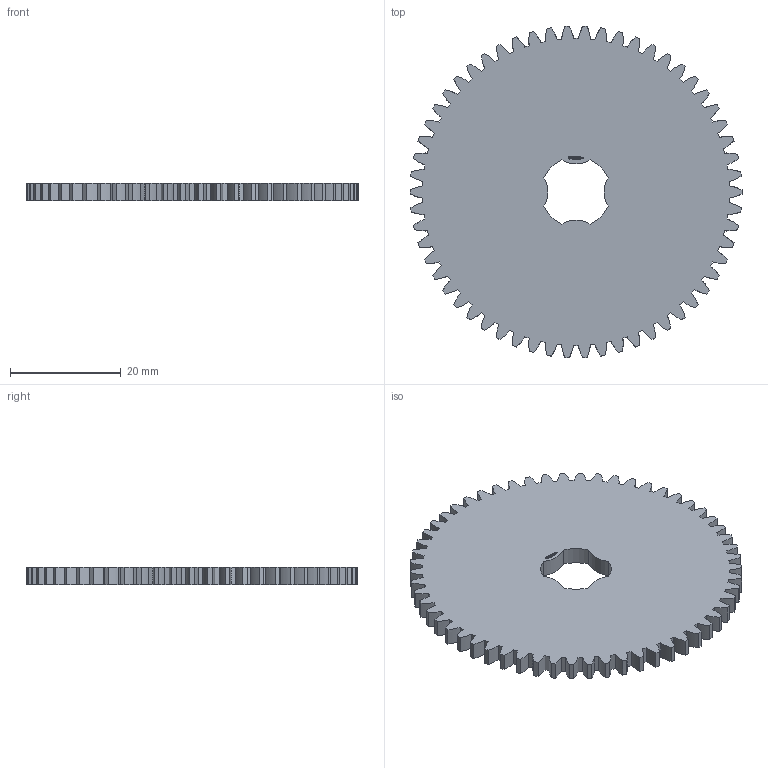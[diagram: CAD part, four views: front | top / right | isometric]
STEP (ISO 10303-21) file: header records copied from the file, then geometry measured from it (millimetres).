
FILE_DESCRIPTION(('FreeCAD Model'),'2;1');
FILE_NAME('Open CASCADE Shape Model','2024-03-10T19:49:09',(''),(''), 'Open CASCADE STEP processor 7.6','FreeCAD','Unknown');
FILE_SCHEMA(('AUTOMOTIVE_DESIGN { 1 0 10303 214 1 1 1 1 }'));
Products named in the file (1): Gear Wheel PLN TTH58 BU00.25 SFT-SHD - SPN-GWH-0209 (stemfie.org)
Bounding box: 59.99 x 59.95 x 3.12 mm (x, y, z)
Volume: 7870.1 mm3; surface area: 6316.1 mm2
Topology: 1 solids, 1 shells, 717 faces, 2052 edges, 1368 vertices
Faces by surface type: extrusion 398, plane 311, cylinder 8
Entity records: 65892 total; most frequent: CARTESIAN_POINT 22672, DIRECTION 5618, VECTOR 4930, LINE 4532, ORIENTED_EDGE 4104, PCURVE 4104, DEFINITIONAL_REPRESENTATION 4104, EDGE_CURVE 2052
